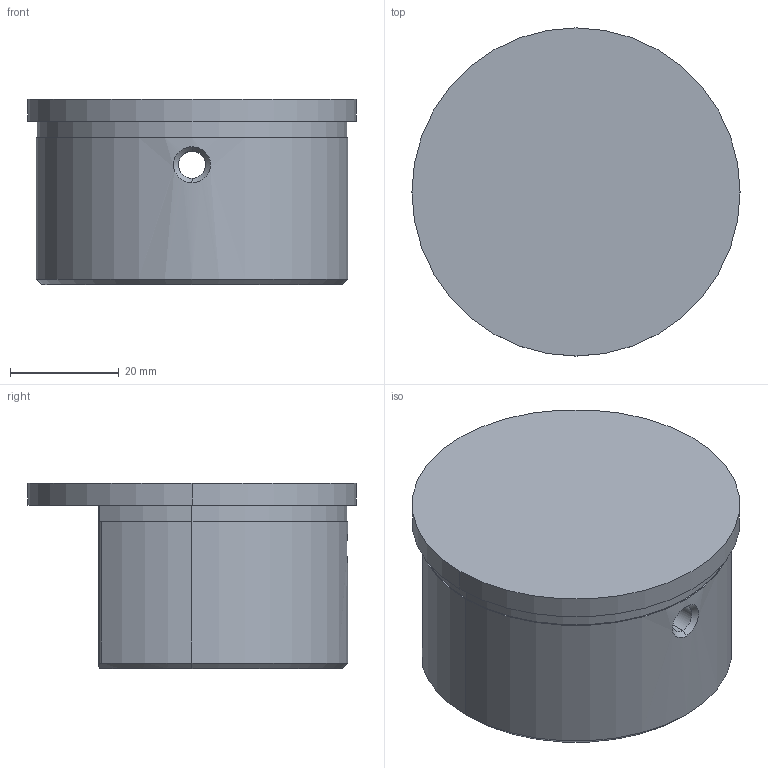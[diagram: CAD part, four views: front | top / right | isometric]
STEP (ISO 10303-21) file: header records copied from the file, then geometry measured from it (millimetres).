
FILE_DESCRIPTION (( 'STEP AP203' ), '1' );
FILE_NAME ('60350-V4A.STEP', '2020-12-04T10:43:04', ( '' ), ( '' ), 'SwSTEP 2.0', 'SolidWorks 2018', '' );
FILE_SCHEMA (( 'CONFIG_CONTROL_DESIGN' ));
Length unit declared in the file: millimetre
Products named in the file (2): 60350-V4A
Bounding box: 60.3 x 60.3 x 34 mm (x, y, z)
Volume: 18658 mm3; surface area: 14113.7 mm2
Topology: 1 solids, 1 shells, 473 faces, 1254 edges, 823 vertices
Faces by surface type: plane 232, bspline 195, cylinder 26, torus 10, sphere 5, cone 5
Entity records: 25364 total; most frequent: CARTESIAN_POINT 14791, ORIENTED_EDGE 2496, DIRECTION 1496, EDGE_CURVE 1248, VERTEX_POINT 821, VECTOR 770, LINE 770, EDGE_LOOP 519
